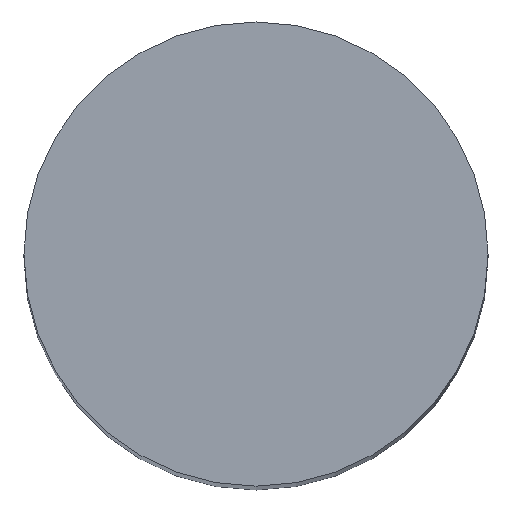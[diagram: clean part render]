
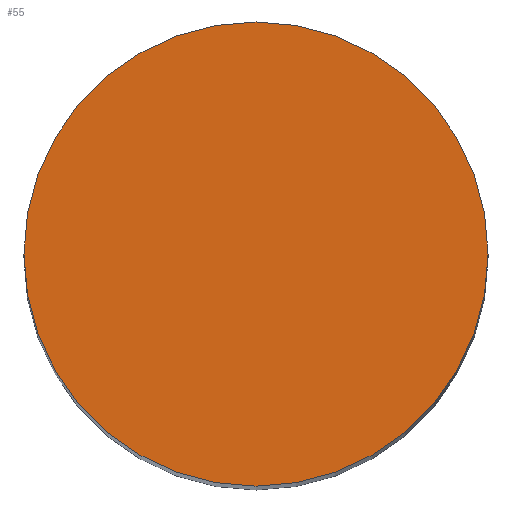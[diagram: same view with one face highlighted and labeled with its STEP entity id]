
A CAD part, top view. The second image highlights one B-rep face of the part: STEP entity #55.
In plain terms, the highlighted planar face has unit normal (0, 0, 1).
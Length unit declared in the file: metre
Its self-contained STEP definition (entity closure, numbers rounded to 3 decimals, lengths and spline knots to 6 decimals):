
#15=ORIENTED_EDGE('',*,*,#23,.F.);
#23=EDGE_CURVE('',#27,#27,#31,.T.);
#27=VERTEX_POINT('',#110);
#31=CIRCLE('',#76,0.033465);
#35=EDGE_LOOP('',(#15));
#43=FACE_BOUND('',#35,.T.);
#51=PLANE('',#75);
#55=ADVANCED_FACE('',(#43),#51,.T.);
#75=AXIS2_PLACEMENT_3D('',#108,#87,#88);
#76=AXIS2_PLACEMENT_3D('',#109,#89,#90);
#87=DIRECTION('',(0.,0.,1.));
#88=DIRECTION('',(1.,0.,0.));
#89=DIRECTION('',(0.,0.,-1.));
#90=DIRECTION('',(-1.,0.,0.));
#108=CARTESIAN_POINT('',(-0.016732,0.,0.37465));
#109=CARTESIAN_POINT('',(0.,0.,0.37465));
#110=CARTESIAN_POINT('',(-0.033465,0.,0.37465));
